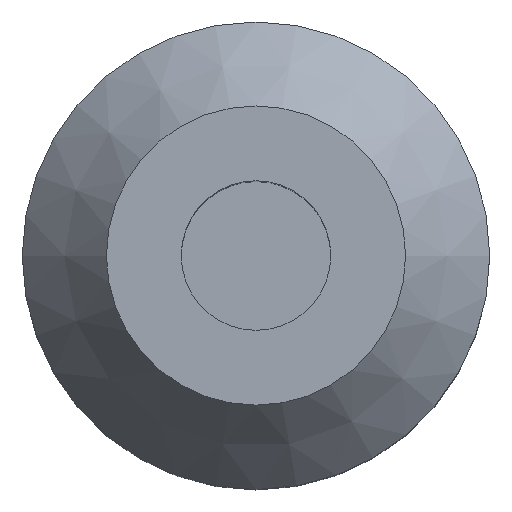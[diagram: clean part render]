
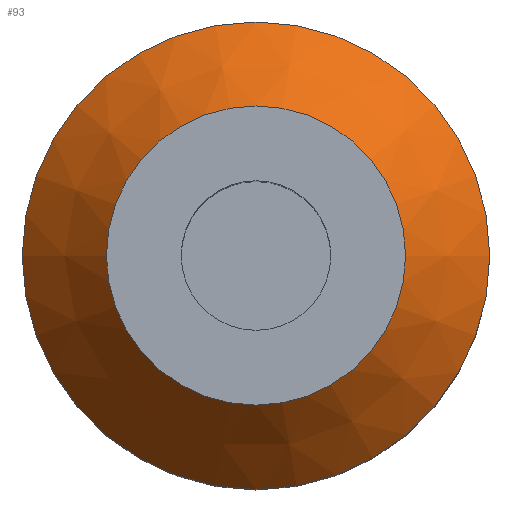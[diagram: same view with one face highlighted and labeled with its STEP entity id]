
A CAD part, top view. The second image highlights one B-rep face of the part: STEP entity #93.
In plain terms, the highlighted conical face has half-angle 40 degrees and reference radius 25 mm.
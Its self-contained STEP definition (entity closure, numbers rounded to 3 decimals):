
#81=CONICAL_SURFACE('',#207,25.,40.);
#93=ADVANCED_FACE('',(#114,#115),#81,.T.);
#114=FACE_BOUND('',#133,.T.);
#115=FACE_BOUND('',#134,.T.);
#133=EDGE_LOOP('',(#153));
#134=EDGE_LOOP('',(#154));
#153=ORIENTED_EDGE('',*,*,#170,.F.);
#154=ORIENTED_EDGE('',*,*,#178,.T.);
#160=VERTEX_POINT('',#258);
#168=VERTEX_POINT('',#281);
#170=EDGE_CURVE('',#160,#160,#180,.T.);
#178=EDGE_CURVE('',#168,#168,#188,.T.);
#180=CIRCLE('',#191,16.);
#188=CIRCLE('',#206,25.);
#191=AXIS2_PLACEMENT_3D('',#257,#214,#215);
#206=AXIS2_PLACEMENT_3D('',#280,#244,#245);
#207=AXIS2_PLACEMENT_3D('',#282,#246,#247);
#214=DIRECTION('',(0.,0.,1.));
#215=DIRECTION('',(1.,0.,0.));
#244=DIRECTION('',(0.,0.,1.));
#245=DIRECTION('',(1.,0.,0.));
#246=DIRECTION('',(0.,0.,-1.));
#247=DIRECTION('',(-1.,0.,0.));
#257=CARTESIAN_POINT('',(0.,0.,44.));
#258=CARTESIAN_POINT('',(16.,0.,44.));
#280=CARTESIAN_POINT('',(0.,0.,33.274));
#281=CARTESIAN_POINT('',(25.,0.,33.274));
#282=CARTESIAN_POINT('',(0.,0.,33.274));
